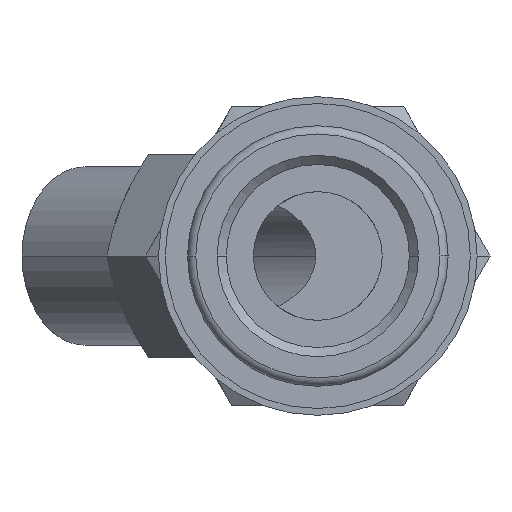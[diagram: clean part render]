
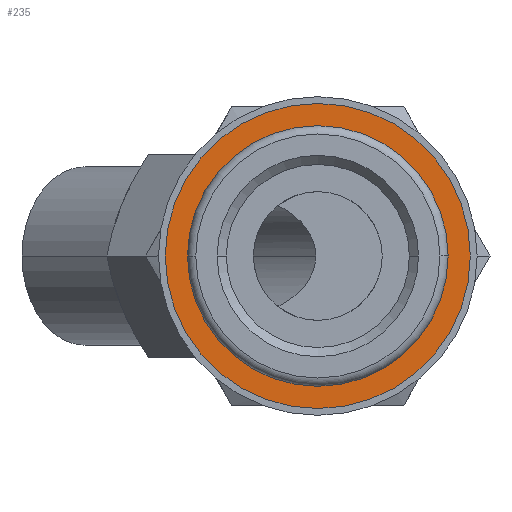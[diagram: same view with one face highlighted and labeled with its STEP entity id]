
A CAD part, front view. The second image highlights one B-rep face of the part: STEP entity #235.
In plain terms, the highlighted planar face has unit normal (0, -1, 0).
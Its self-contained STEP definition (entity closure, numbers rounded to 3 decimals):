
#235=ADVANCED_FACE('',(#483,#484),#485,.T.);
#483=FACE_BOUND('',#732,.T.);
#484=FACE_OUTER_BOUND('',#733,.T.);
#485=PLANE('',#734);
#732=EDGE_LOOP('',(#1327,#1328,#1329));
#733=EDGE_LOOP('',(#1330,#1331));
#734=AXIS2_PLACEMENT_3D('',#1332,#1333,#1334);
#1327=ORIENTED_EDGE('',*,*,#1472,.T.);
#1328=ORIENTED_EDGE('',*,*,#1608,.T.);
#1329=ORIENTED_EDGE('',*,*,#1473,.T.);
#1330=ORIENTED_EDGE('',*,*,#1639,.F.);
#1331=ORIENTED_EDGE('',*,*,#1575,.F.);
#1332=CARTESIAN_POINT('',(5.625,3.6,0.0));
#1333=DIRECTION('',(-0.0,-1.0,-0.0));
#1334=DIRECTION('',(-1.0,0.0,0.0));
#1472=EDGE_CURVE('',#1763,#1761,#1764,.T.);
#1473=EDGE_CURVE('',#1765,#1763,#1766,.T.);
#1575=EDGE_CURVE('',#1908,#1906,#1910,.T.);
#1608=EDGE_CURVE('',#1761,#1765,#1951,.T.);
#1639=EDGE_CURVE('',#1906,#1908,#1984,.T.);
#1761=VERTEX_POINT('',#2261);
#1763=VERTEX_POINT('',#2263);
#1764=CIRCLE('',#2264,9.156);
#1765=VERTEX_POINT('',#2265);
#1766=CIRCLE('',#2266,9.156);
#1906=VERTEX_POINT('',#2606);
#1908=VERTEX_POINT('',#2609);
#1910=CIRCLE('',#2612,11.25);
#1951=CIRCLE('',#2694,9.156);
#1984=CIRCLE('',#2855,11.25);
#2261=CARTESIAN_POINT('',(9.156,3.6,0.));
#2263=CARTESIAN_POINT('',(0.,3.6,9.156));
#2264=AXIS2_PLACEMENT_3D('',#2963,#2964,#2965);
#2265=CARTESIAN_POINT('',(-9.156,3.6,0.));
#2266=AXIS2_PLACEMENT_3D('',#2966,#2967,#2968);
#2606=CARTESIAN_POINT('',(11.25,3.6,0.0));
#2609=CARTESIAN_POINT('',(-11.25,3.6,0.));
#2612=AXIS2_PLACEMENT_3D('',#3100,#3101,#3102);
#2694=AXIS2_PLACEMENT_3D('',#3130,#3131,#3132);
#2855=AXIS2_PLACEMENT_3D('',#3149,#3150,#3151);
#2963=CARTESIAN_POINT('',(0.0,3.6,0.0));
#2964=DIRECTION('',(0.0,1.0,0.0));
#2965=DIRECTION('',(0.0,0.0,-1.0));
#2966=CARTESIAN_POINT('',(0.0,3.6,0.0));
#2967=DIRECTION('',(0.0,1.0,0.0));
#2968=DIRECTION('',(0.0,0.0,-1.0));
#3100=CARTESIAN_POINT('',(0.0,3.6,0.0));
#3101=DIRECTION('',(-0.0,1.0,0.0));
#3102=DIRECTION('',(1.0,0.0,0.0));
#3130=CARTESIAN_POINT('',(0.0,3.6,0.0));
#3131=DIRECTION('',(0.0,1.0,0.0));
#3132=DIRECTION('',(0.0,0.0,-1.0));
#3149=CARTESIAN_POINT('',(0.0,3.6,0.0));
#3150=DIRECTION('',(-0.0,1.0,0.0));
#3151=DIRECTION('',(1.0,0.0,0.0));
